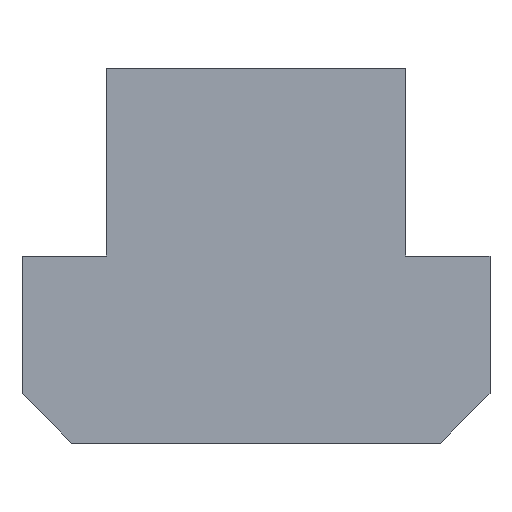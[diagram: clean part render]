
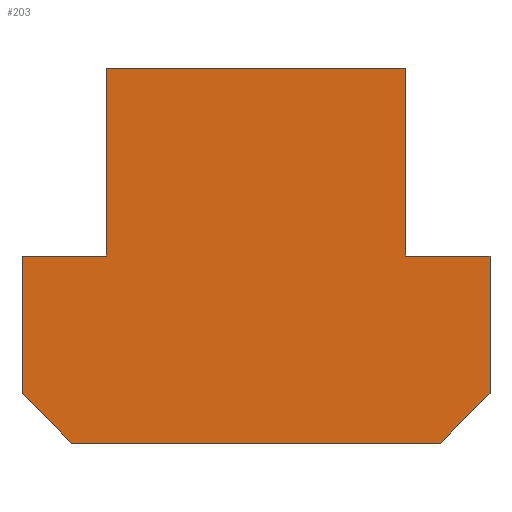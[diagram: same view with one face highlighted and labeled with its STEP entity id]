
A CAD part, front view. The second image highlights one B-rep face of the part: STEP entity #203.
In plain terms, the highlighted planar face has unit normal (0, -1, 0).
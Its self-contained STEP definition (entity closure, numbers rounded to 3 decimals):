
#113=EDGE_CURVE('',#125,#235,#297,.T.);
#125=VERTEX_POINT('',#311);
#127=EDGE_CURVE('',#143,#125,#313,.T.);
#139=EDGE_CURVE('',#247,#143,#327,.T.);
#143=VERTEX_POINT('',#331);
#149=EDGE_CURVE('',#161,#241,#337,.T.);
#155=EDGE_CURVE('',#175,#161,#344,.T.);
#161=VERTEX_POINT('',#352);
#169=EDGE_CURVE('',#201,#175,#360,.T.);
#175=VERTEX_POINT('',#367);
#195=EDGE_CURVE('',#269,#201,#390,.T.);
#201=VERTEX_POINT('',#396);
#203=ADVANCED_FACE('',(#398),#399,.T.);
#211=EDGE_CURVE('',#241,#247,#407,.T.);
#217=EDGE_CURVE('',#235,#261,#413,.T.);
#235=VERTEX_POINT('',#432);
#241=VERTEX_POINT('',#438);
#245=EDGE_CURVE('',#261,#269,#443,.T.);
#247=VERTEX_POINT('',#445);
#261=VERTEX_POINT('',#461);
#269=VERTEX_POINT('',#469);
#297=LINE('',#490,#491);
#311=CARTESIAN_POINT('',(7.5,-7.5,0.0));
#313=LINE('',#514,#515);
#327=LINE('',#534,#535);
#331=CARTESIAN_POINT('',(4.8,-7.5,0.0));
#337=LINE('',#550,#551);
#344=LINE('',#561,#562);
#352=CARTESIAN_POINT('',(-4.8,-7.5,0.0));
#360=LINE('',#584,#585);
#367=CARTESIAN_POINT('',(-7.5,-7.5,0.0));
#390=LINE('',#626,#627);
#396=CARTESIAN_POINT('',(-7.5,-7.5,-4.4));
#398=FACE_OUTER_BOUND('',#637,.T.);
#399=PLANE('',#638);
#407=LINE('',#649,#650);
#413=LINE('',#659,#660);
#432=CARTESIAN_POINT('',(7.5,-7.5,-4.4));
#438=CARTESIAN_POINT('',(-4.8,-7.5,6.0));
#443=LINE('',#697,#698);
#445=CARTESIAN_POINT('',(4.8,-7.5,6.0));
#461=CARTESIAN_POINT('',(5.9,-7.5,-6.));
#469=CARTESIAN_POINT('',(-5.9,-7.5,-6.));
#490=CARTESIAN_POINT('',(7.5,-7.5,-4.4));
#491=VECTOR('',#747,1.0);
#514=CARTESIAN_POINT('',(7.5,-7.5,0.0));
#515=VECTOR('',#767,1.0);
#534=CARTESIAN_POINT('',(4.8,-7.5,0.0));
#535=VECTOR('',#786,1.0);
#550=CARTESIAN_POINT('',(-4.8,-7.5,6.0));
#551=VECTOR('',#789,1.0);
#561=CARTESIAN_POINT('',(-4.8,-7.5,0.0));
#562=VECTOR('',#799,1.0);
#584=CARTESIAN_POINT('',(-7.5,-7.5,0.0));
#585=VECTOR('',#821,1.0);
#626=CARTESIAN_POINT('',(-7.5,-7.5,-4.4));
#627=VECTOR('',#853,1.0);
#637=EDGE_LOOP('',(#856,#857,#858,#859,#860,#861,#862,#863,#864,#865));
#638=AXIS2_PLACEMENT_3D('',#866,#867,#868);
#649=CARTESIAN_POINT('',(4.8,-7.5,6.0));
#650=VECTOR('',#870,1.0);
#659=CARTESIAN_POINT('',(5.9,-7.5,-6.));
#660=VECTOR('',#877,1.0);
#697=CARTESIAN_POINT('',(-5.9,-7.5,-6.));
#698=VECTOR('',#902,1.0);
#747=DIRECTION('',(0.0,0.,-1.0));
#767=DIRECTION('',(1.0,0.0,0.0));
#786=DIRECTION('',(0.0,0.,-1.0));
#789=DIRECTION('',(0.0,0.,1.0));
#799=DIRECTION('',(1.0,0.0,0.0));
#821=DIRECTION('',(0.0,0.,1.0));
#853=DIRECTION('',(-0.707,0.,0.707));
#856=ORIENTED_EDGE('',*,*,#217,.F.);
#857=ORIENTED_EDGE('',*,*,#113,.F.);
#858=ORIENTED_EDGE('',*,*,#127,.F.);
#859=ORIENTED_EDGE('',*,*,#139,.F.);
#860=ORIENTED_EDGE('',*,*,#211,.F.);
#861=ORIENTED_EDGE('',*,*,#149,.F.);
#862=ORIENTED_EDGE('',*,*,#155,.F.);
#863=ORIENTED_EDGE('',*,*,#169,.F.);
#864=ORIENTED_EDGE('',*,*,#195,.F.);
#865=ORIENTED_EDGE('',*,*,#245,.F.);
#866=CARTESIAN_POINT('',(0.,-7.5,-0.385));
#867=DIRECTION('',(0.0,-1.0,0.));
#868=DIRECTION('',(1.0,0.0,0.0));
#870=DIRECTION('',(1.0,0.0,0.0));
#877=DIRECTION('',(-0.707,0.,-0.707));
#902=DIRECTION('',(-1.0,0.0,0.0));
